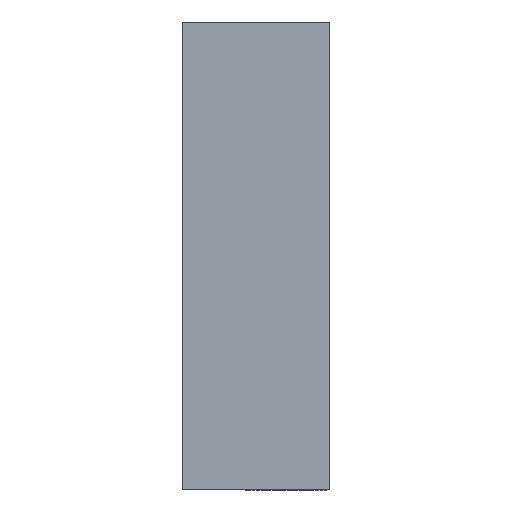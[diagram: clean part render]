
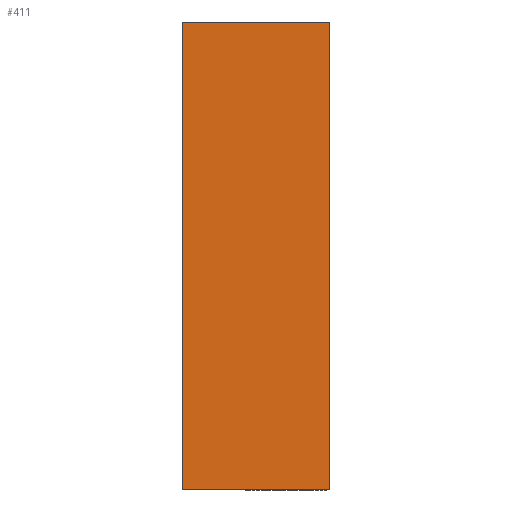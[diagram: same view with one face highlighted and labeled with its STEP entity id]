
A CAD part, left-side view. The second image highlights one B-rep face of the part: STEP entity #411.
In plain terms, the highlighted planar face has unit normal (-1, 0, 0).
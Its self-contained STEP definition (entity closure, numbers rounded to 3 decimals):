
#89 = FACE_OUTER_BOUND ( 'NONE', #522, .T. ) ;
#103 = ORIENTED_EDGE ( 'NONE', *, *, #412, .T. ) ;
#105 = LINE ( 'NONE', #396, #902 ) ;
#106 = DIRECTION ( 'NONE',  ( 0., 0., 1. ) ) ;
#123 = EDGE_CURVE ( 'NONE', #866, #881, #824, .T. ) ;
#205 = VECTOR ( 'NONE', #211, 1000. ) ;
#211 = DIRECTION ( 'NONE',  ( 0., -1., 0. ) ) ;
#240 = DIRECTION ( 'NONE',  ( 0., -1., 0. ) ) ;
#249 = AXIS2_PLACEMENT_3D ( 'NONE', #546, #610, #240 ) ;
#258 = DIRECTION ( 'NONE',  ( 0., 0., 1. ) ) ;
#268 = DIRECTION ( 'NONE',  ( 0., -1., 0. ) ) ;
#271 = CARTESIAN_POINT ( 'NONE',  ( -1.7, -2.47, -5.45 ) ) ;
#322 = VERTEX_POINT ( 'NONE', #589 ) ;
#333 = CARTESIAN_POINT ( 'NONE',  ( -1.7, 1., -5.45 ) ) ;
#337 = EDGE_CURVE ( 'NONE', #866, #322, #365, .T. ) ;
#352 = CARTESIAN_POINT ( 'NONE',  ( -1.7, 1., -5.45 ) ) ;
#365 = LINE ( 'NONE', #809, #205 ) ;
#391 = VECTOR ( 'NONE', #106, 1000. ) ;
#396 = CARTESIAN_POINT ( 'NONE',  ( -1.7, -2.47, -5.45 ) ) ;
#410 = VERTEX_POINT ( 'NONE', #607 ) ;
#411 = ADVANCED_FACE ( 'NONE', ( #89 ), #472, .T. ) ;
#412 = EDGE_CURVE ( 'NONE', #322, #506, #105, .T. ) ;
#416 = LINE ( 'NONE', #271, #391 ) ;
#438 = CARTESIAN_POINT ( 'NONE',  ( -1.7, 1., 5.55 ) ) ;
#447 = ORIENTED_EDGE ( 'NONE', *, *, #123, .F. ) ;
#472 = PLANE ( 'NONE',  #249 ) ;
#473 = DIRECTION ( 'NONE',  ( 0., 0., 1. ) ) ;
#474 = VECTOR ( 'NONE', #268, 1000. ) ;
#487 = CARTESIAN_POINT ( 'NONE',  ( -1.7, -2.47, -4.95 ) ) ;
#506 = VERTEX_POINT ( 'NONE', #487 ) ;
#522 = EDGE_LOOP ( 'NONE', ( #103, #727, #791, #447, #849 ) ) ;
#546 = CARTESIAN_POINT ( 'NONE',  ( -1.7, 0., -5.45 ) ) ;
#556 = EDGE_CURVE ( 'NONE', #881, #410, #655, .T. ) ;
#566 = CARTESIAN_POINT ( 'NONE',  ( -1.7, 0., 5.55 ) ) ;
#589 = CARTESIAN_POINT ( 'NONE',  ( -1.7, -2.47, -5.45 ) ) ;
#599 = EDGE_CURVE ( 'NONE', #506, #410, #416, .T. ) ;
#607 = CARTESIAN_POINT ( 'NONE',  ( -1.7, -2.47, 5.55 ) ) ;
#610 = DIRECTION ( 'NONE',  ( -1., 0., 0. ) ) ;
#655 = LINE ( 'NONE', #566, #474 ) ;
#727 = ORIENTED_EDGE ( 'NONE', *, *, #599, .T. ) ;
#791 = ORIENTED_EDGE ( 'NONE', *, *, #556, .F. ) ;
#809 = CARTESIAN_POINT ( 'NONE',  ( -1.7, 0., -5.45 ) ) ;
#824 = LINE ( 'NONE', #333, #895 ) ;
#849 = ORIENTED_EDGE ( 'NONE', *, *, #337, .T. ) ;
#866 = VERTEX_POINT ( 'NONE', #352 ) ;
#881 = VERTEX_POINT ( 'NONE', #438 ) ;
#895 = VECTOR ( 'NONE', #258, 1000. ) ;
#902 = VECTOR ( 'NONE', #473, 1000. ) ;
